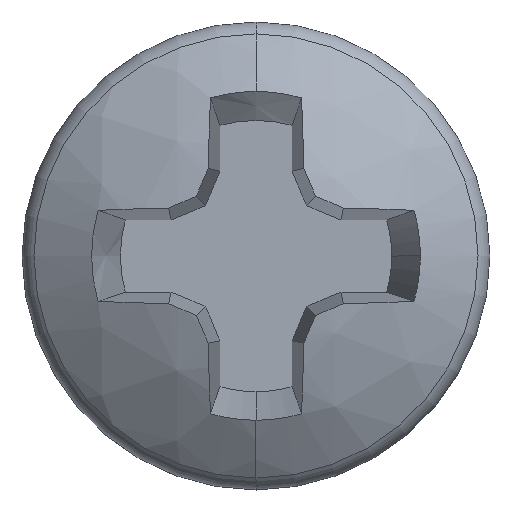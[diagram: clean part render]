
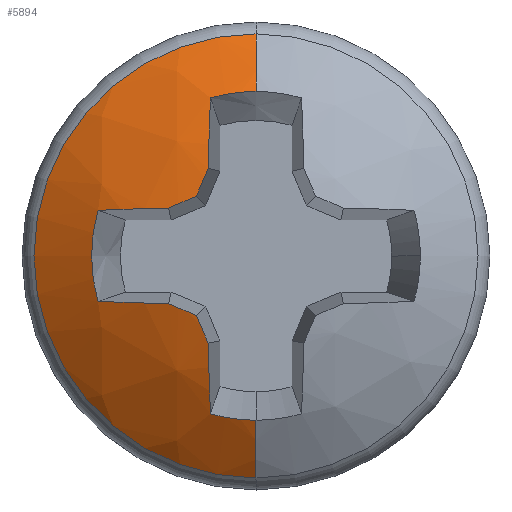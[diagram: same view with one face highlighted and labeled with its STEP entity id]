
A CAD part, top view. The second image highlights one B-rep face of the part: STEP entity #5894.
In plain terms, the highlighted spherical face has radius 3.25 mm.
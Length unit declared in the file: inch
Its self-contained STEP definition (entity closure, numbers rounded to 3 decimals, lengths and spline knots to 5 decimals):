
#1122 = CARTESIAN_POINT ( 'NONE',  ( -0.01552, -0.00643, 0.24507 ) ) ;
#1123 = DIRECTION ( 'NONE',  ( 0.92, 0.381, 0.087 ) ) ;
#1124 = DIRECTION ( 'NONE',  ( -0.383, 0.924, 0. ) ) ;
#1170 = CARTESIAN_POINT ( 'NONE',  ( 0., 0., 0.24654 ) ) ;
#1171 = DIRECTION ( 'NONE',  ( -1., 0., 0. ) ) ;
#1172 = DIRECTION ( 'NONE',  ( 0., -1., 0. ) ) ;
#1183 = CARTESIAN_POINT ( 'NONE',  ( -0.00643, 0.01552, 0.24507 ) ) ;
#1184 = DIRECTION ( 'NONE',  ( 0.381, -0.92, 0.087 ) ) ;
#1185 = DIRECTION ( 'NONE',  ( 0.924, 0.383, 0. ) ) ;
#1515 = DIRECTION ( 'NONE',  ( -1., 0., 0. ) ) ;
#1517 = CARTESIAN_POINT ( 'NONE',  ( 0., 0., 0.24654 ) ) ;
#1520 = DIRECTION ( 'NONE',  ( 0., 1., 0. ) ) ;
#1834 = ORIENTED_EDGE ( 'NONE', *, *, #3735, .F. ) ;
#1835 = ORIENTED_EDGE ( 'NONE', *, *, #3464, .F. ) ;
#1836 = ORIENTED_EDGE ( 'NONE', *, *, #3703, .F. ) ;
#1837 = ORIENTED_EDGE ( 'NONE', *, *, #3443, .F. ) ;
#1838 = ORIENTED_EDGE ( 'NONE', *, *, #3700, .F. ) ;
#1839 = ORIENTED_EDGE ( 'NONE', *, *, #3480, .F. ) ;
#1840 = ORIENTED_EDGE ( 'NONE', *, *, #3392, .F. ) ;
#1841 = ORIENTED_EDGE ( 'NONE', *, *, #3472, .F. ) ;
#1842 = ORIENTED_EDGE ( 'NONE', *, *, #3490, .F. ) ;
#1843 = ORIENTED_EDGE ( 'NONE', *, *, #3687, .F. ) ;
#1844 = ORIENTED_EDGE ( 'NONE', *, *, #3496, .F. ) ;
#1845 = ORIENTED_EDGE ( 'NONE', *, *, #3708, .F. ) ;
#1846 = ORIENTED_EDGE ( 'NONE', *, *, #3698, .T. ) ;
#1847 = ORIENTED_EDGE ( 'NONE', *, *, #3508, .T. ) ;
#2005 = VERTEX_POINT ( 'NONE', #5461 ) ;
#2008 = VERTEX_POINT ( 'NONE', #5458 ) ;
#2127 = EDGE_LOOP ( 'NONE', ( #1847, #1846, #1845, #1844, #1843, #1842, #1841, #1840, #1839, #1838, #1837, #1836, #1835, #1834 ) ) ;
#2206 = VERTEX_POINT ( 'NONE', #5395 ) ;
#2207 = VERTEX_POINT ( 'NONE', #5392 ) ;
#2208 = VERTEX_POINT ( 'NONE', #5388 ) ;
#2213 = VERTEX_POINT ( 'NONE', #5389 ) ;
#2214 = VERTEX_POINT ( 'NONE', #5385 ) ;
#2216 = VERTEX_POINT ( 'NONE', #5379 ) ;
#2217 = VERTEX_POINT ( 'NONE', #5378 ) ;
#2219 = VERTEX_POINT ( 'NONE', #5376 ) ;
#2220 = VERTEX_POINT ( 'NONE', #5375 ) ;
#2223 = VERTEX_POINT ( 'NONE', #5372 ) ;
#2226 = VERTEX_POINT ( 'NONE', #5369 ) ;
#2227 = VERTEX_POINT ( 'NONE', #5368 ) ;
#2298 = CIRCLE ( 'NONE', #3650, 0.05868 ) ;
#2336 = CIRCLE ( 'NONE', #3740, 0.12684 ) ;
#2356 = CIRCLE ( 'NONE', #3744, 0.05868 ) ;
#2359 = CIRCLE ( 'NONE', #3746, 0.1278 ) ;
#2364 = CIRCLE ( 'NONE', #3748, 0.1278 ) ;
#2372 = CIRCLE ( 'NONE', #3749, 0.12684 ) ;
#2377 = CIRCLE ( 'NONE', #3752, 0.1278 ) ;
#2388 = CIRCLE ( 'NONE', #3756, 0.07925 ) ;
#2529 = CIRCLE ( 'NONE', #3777, 0.12684 ) ;
#2541 = CIRCLE ( 'NONE', #3779, 0.12796 ) ;
#2542 = CIRCLE ( 'NONE', #3780, 0.12684 ) ;
#2543 = CIRCLE ( 'NONE', #3781, 0.1278 ) ;
#2547 = CIRCLE ( 'NONE', #3783, 0.05868 ) ;
#2565 = CIRCLE ( 'NONE', #3786, 0.12796 ) ;
#2618 = DIRECTION ( 'NONE',  ( 0.087, 0., -0.996 ) ) ;
#2619 = DIRECTION ( 'NONE',  ( 0.996, 0., 0.087 ) ) ;
#2620 = CARTESIAN_POINT ( 'NONE',  ( -0.00626, 0., 0.246 ) ) ;
#3392 = EDGE_CURVE ( 'NONE', #2226, #2206, #2298, .T. ) ;
#3443 = EDGE_CURVE ( 'NONE', #2207, #2227, #2336, .T. ) ;
#3464 = EDGE_CURVE ( 'NONE', #2008, #2005, #2356, .T. ) ;
#3472 = EDGE_CURVE ( 'NONE', #2206, #2214, #2359, .T. ) ;
#3480 = EDGE_CURVE ( 'NONE', #2213, #2226, #2364, .T. ) ;
#3490 = EDGE_CURVE ( 'NONE', #2214, #2219, #2372, .T. ) ;
#3496 = EDGE_CURVE ( 'NONE', #2216, #2208, #2377, .T. ) ;
#3508 = EDGE_CURVE ( 'NONE', #2217, #2223, #2388, .T. ) ;
#3650 = AXIS2_PLACEMENT_3D ( 'NONE', #5184, #5182, #5037 ) ;
#3687 = EDGE_CURVE ( 'NONE', #2219, #2216, #2529, .T. ) ;
#3698 = EDGE_CURVE ( 'NONE', #2223, #2220, #2541, .T. ) ;
#3700 = EDGE_CURVE ( 'NONE', #2227, #2213, #2542, .T. ) ;
#3703 = EDGE_CURVE ( 'NONE', #2005, #2207, #2543, .T. ) ;
#3708 = EDGE_CURVE ( 'NONE', #2208, #2220, #2547, .T. ) ;
#3735 = EDGE_CURVE ( 'NONE', #2217, #2008, #2565, .T. ) ;
#3740 = AXIS2_PLACEMENT_3D ( 'NONE', #4192, #4191, #4223 ) ;
#3744 = AXIS2_PLACEMENT_3D ( 'NONE', #3954, #3941, #3938 ) ;
#3746 = AXIS2_PLACEMENT_3D ( 'NONE', #4051, #3997, #4043 ) ;
#3748 = AXIS2_PLACEMENT_3D ( 'NONE', #4090, #4069, #4023 ) ;
#3749 = AXIS2_PLACEMENT_3D ( 'NONE', #4028, #3973, #3971 ) ;
#3752 = AXIS2_PLACEMENT_3D ( 'NONE', #2620, #2619, #2618 ) ;
#3756 = AXIS2_PLACEMENT_3D ( 'NONE', #4273, #4272, #4271 ) ;
#3777 = AXIS2_PLACEMENT_3D ( 'NONE', #1122, #1123, #1124 ) ;
#3779 = AXIS2_PLACEMENT_3D ( 'NONE', #1170, #1171, #1172 ) ;
#3780 = AXIS2_PLACEMENT_3D ( 'NONE', #1183, #1184, #1185 ) ;
#3781 = AXIS2_PLACEMENT_3D ( 'NONE', #4422, #4423, #4424 ) ;
#3783 = AXIS2_PLACEMENT_3D ( 'NONE', #4448, #4449, #4450 ) ;
#3786 = AXIS2_PLACEMENT_3D ( 'NONE', #4598, #4599, #4600 ) ;
#3864 = AXIS2_PLACEMENT_3D ( 'NONE', #1517, #1515, #1520 ) ;
#3938 = DIRECTION ( 'NONE',  ( -1., 0., 0. ) ) ;
#3941 = DIRECTION ( 'NONE',  ( 0., 0., 1. ) ) ;
#3954 = CARTESIAN_POINT ( 'NONE',  ( 0., 0., 0.36025 ) ) ;
#3971 = DIRECTION ( 'NONE',  ( -0.924, 0.383, 0. ) ) ;
#3973 = DIRECTION ( 'NONE',  ( 0.381, 0.92, 0.087 ) ) ;
#3997 = DIRECTION ( 'NONE',  ( 0., 0.996, 0.087 ) ) ;
#4023 = DIRECTION ( 'NONE',  ( 0., -0.087, -0.996 ) ) ;
#4028 = CARTESIAN_POINT ( 'NONE',  ( -0.00643, -0.01552, 0.24507 ) ) ;
#4043 = DIRECTION ( 'NONE',  ( 0., -0.087, 0.996 ) ) ;
#4051 = CARTESIAN_POINT ( 'NONE',  ( 0., -0.00626, 0.246 ) ) ;
#4069 = DIRECTION ( 'NONE',  ( 0., -0.996, 0.087 ) ) ;
#4090 = CARTESIAN_POINT ( 'NONE',  ( 0., 0.00626, 0.246 ) ) ;
#4191 = DIRECTION ( 'NONE',  ( 0.92, -0.381, 0.087 ) ) ;
#4192 = CARTESIAN_POINT ( 'NONE',  ( -0.01552, 0.00643, 0.24507 ) ) ;
#4223 = DIRECTION ( 'NONE',  ( 0.383, 0.924, 0. ) ) ;
#4271 = DIRECTION ( 'NONE',  ( 0., -1., 0. ) ) ;
#4272 = DIRECTION ( 'NONE',  ( 0., 0., 1. ) ) ;
#4273 = CARTESIAN_POINT ( 'NONE',  ( 0., 0., 0.347 ) ) ;
#4422 = CARTESIAN_POINT ( 'NONE',  ( -0.00626, 0., 0.246 ) ) ;
#4423 = DIRECTION ( 'NONE',  ( 0.996, 0., 0.087 ) ) ;
#4424 = DIRECTION ( 'NONE',  ( 0.087, 0., -0.996 ) ) ;
#4448 = CARTESIAN_POINT ( 'NONE',  ( 0., 0., 0.36025 ) ) ;
#4449 = DIRECTION ( 'NONE',  ( 0., 0., 1. ) ) ;
#4450 = DIRECTION ( 'NONE',  ( 0., 1., 0. ) ) ;
#4598 = CARTESIAN_POINT ( 'NONE',  ( 0., 0., 0.24654 ) ) ;
#4599 = DIRECTION ( 'NONE',  ( 1., 0., 0. ) ) ;
#4600 = DIRECTION ( 'NONE',  ( 0., 0., -1. ) ) ;
#5037 = DIRECTION ( 'NONE',  ( -1., 0., 0. ) ) ;
#5182 = DIRECTION ( 'NONE',  ( 0., 0., 1. ) ) ;
#5184 = CARTESIAN_POINT ( 'NONE',  ( 0., 0., 0.36025 ) ) ;
#5368 = CARTESIAN_POINT ( 'NONE',  ( -0.02129, 0.02129, 0.37091 ) ) ;
#5369 = CARTESIAN_POINT ( 'NONE',  ( -0.05639, 0.01625, 0.36025 ) ) ;
#5372 = CARTESIAN_POINT ( 'NONE',  ( 0., -0.07925, 0.347 ) ) ;
#5375 = CARTESIAN_POINT ( 'NONE',  ( 0., -0.05868, 0.36025 ) ) ;
#5376 = CARTESIAN_POINT ( 'NONE',  ( -0.02129, -0.02129, 0.37091 ) ) ;
#5378 = CARTESIAN_POINT ( 'NONE',  ( 0., 0.07925, 0.347 ) ) ;
#5379 = CARTESIAN_POINT ( 'NONE',  ( -0.01706, -0.03116, 0.36947 ) ) ;
#5385 = CARTESIAN_POINT ( 'NONE',  ( -0.03116, -0.01706, 0.36947 ) ) ;
#5388 = CARTESIAN_POINT ( 'NONE',  ( -0.01625, -0.05639, 0.36025 ) ) ;
#5389 = CARTESIAN_POINT ( 'NONE',  ( -0.03116, 0.01706, 0.36947 ) ) ;
#5392 = CARTESIAN_POINT ( 'NONE',  ( -0.01706, 0.03116, 0.36947 ) ) ;
#5395 = CARTESIAN_POINT ( 'NONE',  ( -0.05639, -0.01625, 0.36025 ) ) ;
#5458 = CARTESIAN_POINT ( 'NONE',  ( 0., 0.05868, 0.36025 ) ) ;
#5461 = CARTESIAN_POINT ( 'NONE',  ( -0.01625, 0.05639, 0.36025 ) ) ;
#5710 = FACE_OUTER_BOUND ( 'NONE', #2127, .T. ) ;
#5714 = SPHERICAL_SURFACE ( 'NONE', #3864, 0.12796 ) ;
#5894 = ADVANCED_FACE ( 'NONE', ( #5710 ), #5714, .T. ) ;
